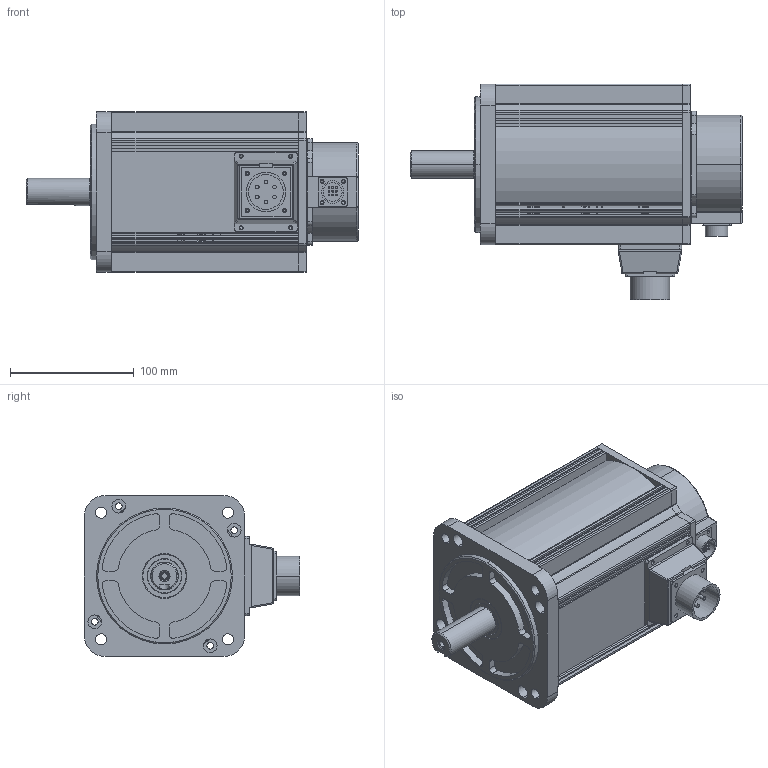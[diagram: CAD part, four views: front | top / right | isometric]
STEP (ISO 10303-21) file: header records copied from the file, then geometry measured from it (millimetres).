
FILE_DESCRIPTION (( 'STEP AP203' ), '1' );
FILE_NAME ('MS6H-130-15015嫖晤蚾饜极-3D.STEP', '2020-03-17T00:58:54', ( '' ), ( '' ), 'SwSTEP 2.0', 'SolidWorks 2016', '' );
FILE_SCHEMA (( 'CONFIG_CONTROL_DESIGN' ));
Length unit declared in the file: millimetre
Products named in the file (1): MS6H-130-15015嫖晤蚾饜极-3D
Bounding box: 268.6 x 174.5 x 130 mm (x, y, z)
Surface area: 237798.3 mm2 (no closed solid volume)
Topology: 0 solids, 212 shells, 3086 faces, 11090 edges, 8099 vertices
Faces by surface type: cylinder 1777, plane 1283, cone 12, torus 9, sphere 4, bspline 1
Entity records: 119891 total; most frequent: CARTESIAN_POINT 22932, DIRECTION 21853, ORIENTED_EDGE 17218, EDGE_CURVE 11090, VERTEX_POINT 8099, AXIS2_PLACEMENT_3D 7696, VECTOR 6461, LINE 6461
